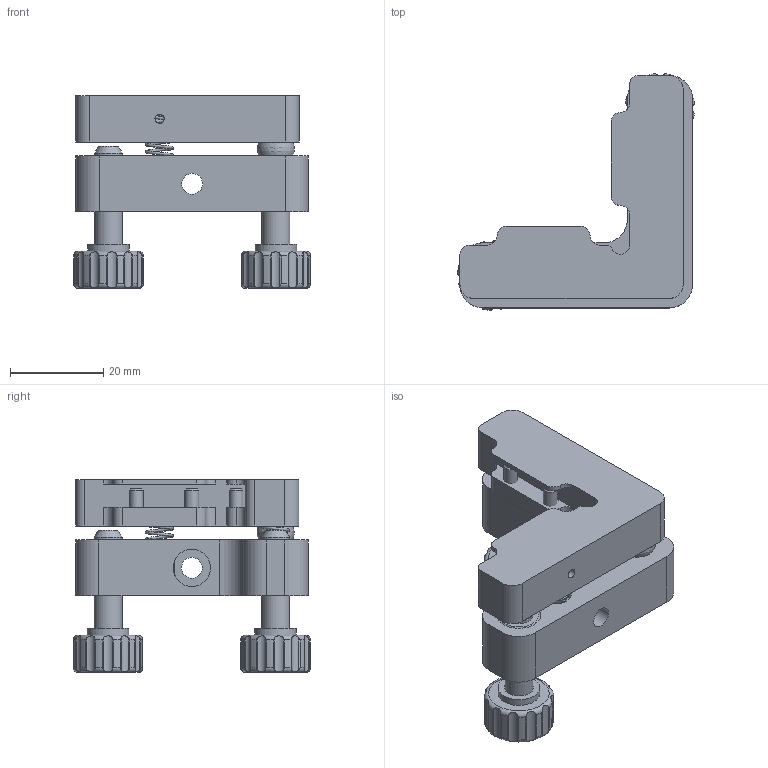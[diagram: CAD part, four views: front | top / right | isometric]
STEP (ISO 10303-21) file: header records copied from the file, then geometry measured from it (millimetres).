
FILE_DESCRIPTION (( 'STEP AP203' ), '1' );
FILE_NAME ('04RFM-1(M).STEP', '2023-07-13T02:55:33', ( '' ), ( '' ), 'SwSTEP 2.0', 'SolidWorks 2022', '' );
FILE_SCHEMA (( 'CONFIG_CONTROL_DESIGN' ));
Length unit declared in the file: millimetre
Products named in the file (1): 04RFM-1(M)
Bounding box: 50.9 x 50.9 x 41.5 mm (x, y, z)
Surface area: 14751.4 mm2 (no closed solid volume)
Topology: 0 solids, 23 shells, 270 faces, 833 edges, 585 vertices
Faces by surface type: cylinder 162, plane 86, cone 13, bspline 4, torus 4, sphere 1
Full cylindrical faces by diameter (mm): 1.5 x2, 2 x2, 2.5 x4, 3 x4, 4.5 x2, 4.7 x2, 6 x3, 7 x2, 8 x2, 9 x2, 9.5 x2
Entity records: 12058 total; most frequent: CARTESIAN_POINT 5031, DIRECTION 1375, ORIENTED_EDGE 1348, EDGE_CURVE 756, VERTEX_POINT 559, AXIS2_PLACEMENT_3D 503, LINE 369, VECTOR 369
